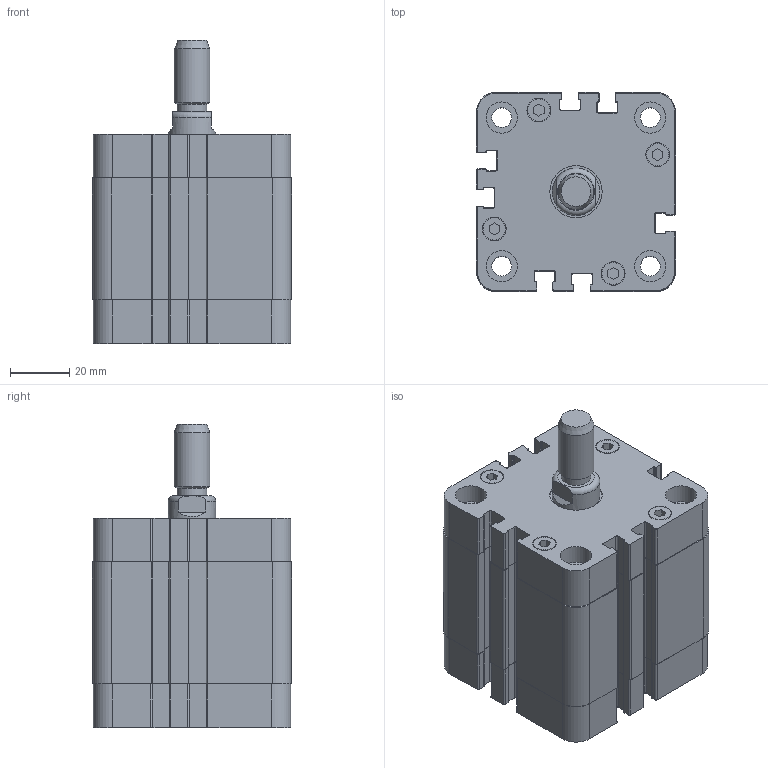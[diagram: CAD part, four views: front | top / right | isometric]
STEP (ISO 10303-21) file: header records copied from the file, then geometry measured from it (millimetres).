
FILE_DESCRIPTION(/* description */ (''),/* implementation_level */ '2;1');
FILE_NAME(/* name */ 'dmu-50-1000-m.stp',/* time_stamp */ '2015-11-11T11:41:24+01:00',/* author */ (''),/* organization */ (''),/* preprocessor_version */ 'ST-DEVELOPER v15.2',/* originating_system */ 'Autodesk Translator Framework v2.0.0.5431',/* authorisation */ '');
FILE_SCHEMA (('AUTOMOTIVE_DESIGN { 1 0 10303 214 3 1 1 }'));
Products named in the file (1): (Unsaved)
Bounding box: 67 x 67 x 102 mm (x, y, z)
Volume: 281707.5 mm3; surface area: 43486.7 mm2
Topology: 1 solids, 1 shells, 1287 faces, 3582 edges, 2360 vertices
Faces by surface type: bspline 641, plane 433, cylinder 210, cone 2, torus 1
Full cylindrical faces by diameter (mm): 6 x1, 6.647 x4, 7.5 x8, 8 x8, 8.566 x2, 10 x1, 10.5 x8, 12 x1, 16 x1, 17.6 x1
Entity records: 46851 total; most frequent: CARTESIAN_POINT 18023, ORIENTED_EDGE 7126, DIRECTION 3970, EDGE_CURVE 3543, VERTEX_POINT 2359, LINE 1826, VECTOR 1826, EDGE_LOOP 1396
